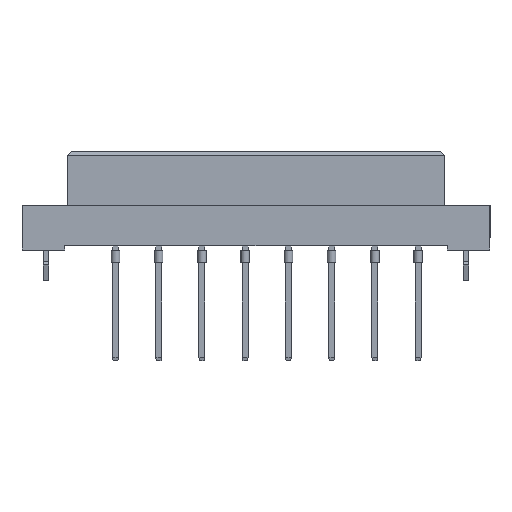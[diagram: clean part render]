
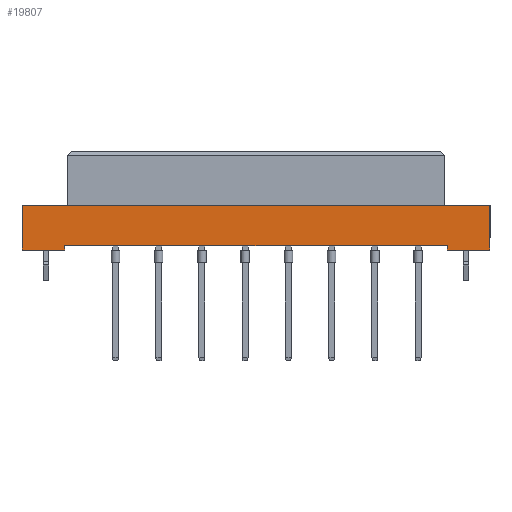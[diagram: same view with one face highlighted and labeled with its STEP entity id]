
A CAD part, top view. The second image highlights one B-rep face of the part: STEP entity #19807.
In plain terms, the highlighted planar face has unit normal (0, 0, 1).
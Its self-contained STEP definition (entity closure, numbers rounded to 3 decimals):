
#158 = VECTOR ( 'NONE', #2856, 1000. ) ;
#562 = VERTEX_POINT ( 'NONE', #4077 ) ;
#829 = ORIENTED_EDGE ( 'NONE', *, *, #15462, .T. ) ;
#1607 = DIRECTION ( 'NONE',  ( 0., -1., 0. ) ) ;
#2205 = EDGE_CURVE ( 'NONE', #562, #13874, #8857, .T. ) ;
#2461 = ORIENTED_EDGE ( 'NONE', *, *, #2205, .T. ) ;
#2558 = EDGE_CURVE ( 'NONE', #20136, #6895, #18338, .T. ) ;
#2740 = CARTESIAN_POINT ( 'NONE',  ( -27.5, -11.6, 5.3 ) ) ;
#2843 = DIRECTION ( 'NONE',  ( 1., 0., 0. ) ) ;
#2856 = DIRECTION ( 'NONE',  ( 0., 1., 0. ) ) ;
#3181 = LINE ( 'NONE', #3692, #15096 ) ;
#3439 = VECTOR ( 'NONE', #9397, 1000. ) ;
#3470 = CARTESIAN_POINT ( 'NONE',  ( -27.5, -11.6, 5.3 ) ) ;
#3692 = CARTESIAN_POINT ( 'NONE',  ( -22.5, -11.1, 5.3 ) ) ;
#3887 = CARTESIAN_POINT ( 'NONE',  ( -22.5, -11.6, 5.3 ) ) ;
#4077 = CARTESIAN_POINT ( 'NONE',  ( 22.5, -11.6, 5.3 ) ) ;
#4127 = FACE_OUTER_BOUND ( 'NONE', #15234, .T. ) ;
#4138 = CARTESIAN_POINT ( 'NONE',  ( -27.5, -11.6, 5.3 ) ) ;
#4174 = ORIENTED_EDGE ( 'NONE', *, *, #2558, .F. ) ;
#4243 = EDGE_CURVE ( 'NONE', #10945, #14256, #9391, .T. ) ;
#4288 = CARTESIAN_POINT ( 'NONE',  ( -27.5, -11.6, 5.3 ) ) ;
#4516 = CARTESIAN_POINT ( 'NONE',  ( -27.5, -6.4, 5.3 ) ) ;
#5313 = CARTESIAN_POINT ( 'NONE',  ( -22.5, -11.1, 5.3 ) ) ;
#6054 = ORIENTED_EDGE ( 'NONE', *, *, #10996, .T. ) ;
#6895 = VERTEX_POINT ( 'NONE', #3887 ) ;
#7599 = VECTOR ( 'NONE', #1607, 1000. ) ;
#8075 = VECTOR ( 'NONE', #9184, 1000. ) ;
#8698 = EDGE_CURVE ( 'NONE', #13874, #14256, #14533, .T. ) ;
#8857 = LINE ( 'NONE', #4288, #19255 ) ;
#9184 = DIRECTION ( 'NONE',  ( 1., 0., 0. ) ) ;
#9391 = LINE ( 'NONE', #4516, #8075 ) ;
#9397 = DIRECTION ( 'NONE',  ( 1., 0., 0. ) ) ;
#9413 = ORIENTED_EDGE ( 'NONE', *, *, #12603, .F. ) ;
#9581 = AXIS2_PLACEMENT_3D ( 'NONE', #2740, #17356, #2843 ) ;
#9601 = CARTESIAN_POINT ( 'NONE',  ( -27.5, -11.6, 5.3 ) ) ;
#9813 = CARTESIAN_POINT ( 'NONE',  ( 27.5, -6.4, 5.3 ) ) ;
#9868 = CARTESIAN_POINT ( 'NONE',  ( 27.5, -11.6, 5.3 ) ) ;
#10945 = VERTEX_POINT ( 'NONE', #11228 ) ;
#10996 = EDGE_CURVE ( 'NONE', #17279, #562, #16112, .T. ) ;
#11228 = CARTESIAN_POINT ( 'NONE',  ( -27.5, -6.4, 5.3 ) ) ;
#12196 = LINE ( 'NONE', #4138, #158 ) ;
#12277 = PLANE ( 'NONE',  #9581 ) ;
#12320 = VECTOR ( 'NONE', #17714, 1000. ) ;
#12603 = EDGE_CURVE ( 'NONE', #17279, #20136, #3181, .T. ) ;
#12612 = DIRECTION ( 'NONE',  ( -1., 0., 0. ) ) ;
#12736 = ORIENTED_EDGE ( 'NONE', *, *, #13799, .F. ) ;
#13374 = ORIENTED_EDGE ( 'NONE', *, *, #4243, .F. ) ;
#13632 = CARTESIAN_POINT ( 'NONE',  ( 22.5, -11.1, 5.3 ) ) ;
#13799 = EDGE_CURVE ( 'NONE', #19988, #10945, #12196, .T. ) ;
#13874 = VERTEX_POINT ( 'NONE', #15887 ) ;
#14010 = VECTOR ( 'NONE', #18239, 1000. ) ;
#14256 = VERTEX_POINT ( 'NONE', #9813 ) ;
#14533 = LINE ( 'NONE', #9868, #12320 ) ;
#14806 = CARTESIAN_POINT ( 'NONE',  ( -22.5, -11.1, 5.3 ) ) ;
#15096 = VECTOR ( 'NONE', #12612, 1000. ) ;
#15234 = EDGE_LOOP ( 'NONE', ( #6054, #2461, #20534, #13374, #12736, #829, #4174, #9413 ) ) ;
#15462 = EDGE_CURVE ( 'NONE', #19988, #6895, #19583, .T. ) ;
#15887 = CARTESIAN_POINT ( 'NONE',  ( 27.5, -11.6, 5.3 ) ) ;
#16112 = LINE ( 'NONE', #18018, #7599 ) ;
#17279 = VERTEX_POINT ( 'NONE', #13632 ) ;
#17356 = DIRECTION ( 'NONE',  ( 0., 0., 1. ) ) ;
#17714 = DIRECTION ( 'NONE',  ( 0., 1., 0. ) ) ;
#18018 = CARTESIAN_POINT ( 'NONE',  ( 22.5, -11.1, 5.3 ) ) ;
#18239 = DIRECTION ( 'NONE',  ( 0., -1., 0. ) ) ;
#18338 = LINE ( 'NONE', #5313, #14010 ) ;
#19255 = VECTOR ( 'NONE', #20383, 1000. ) ;
#19583 = LINE ( 'NONE', #9601, #3439 ) ;
#19807 = ADVANCED_FACE ( 'NONE', ( #4127 ), #12277, .T. ) ;
#19988 = VERTEX_POINT ( 'NONE', #3470 ) ;
#20136 = VERTEX_POINT ( 'NONE', #14806 ) ;
#20383 = DIRECTION ( 'NONE',  ( 1., 0., 0. ) ) ;
#20534 = ORIENTED_EDGE ( 'NONE', *, *, #8698, .T. ) ;
